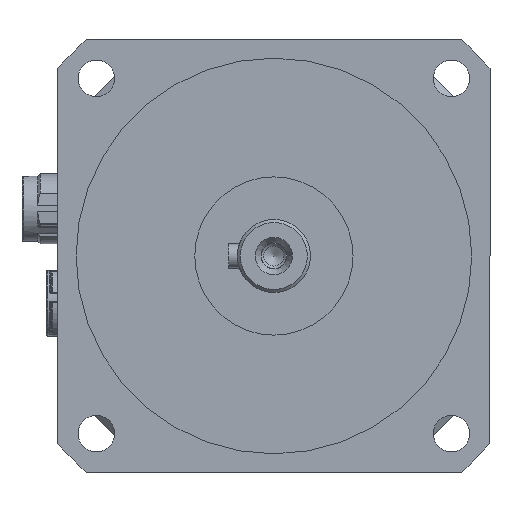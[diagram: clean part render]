
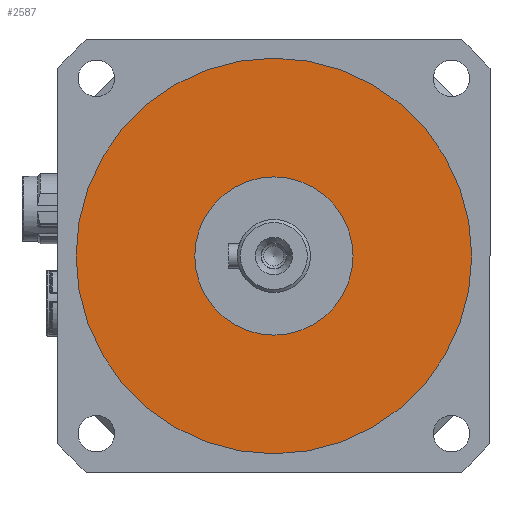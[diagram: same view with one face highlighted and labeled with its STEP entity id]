
A CAD part, left-side view. The second image highlights one B-rep face of the part: STEP entity #2587.
In plain terms, the highlighted planar face has unit normal (-1, 0, 0).
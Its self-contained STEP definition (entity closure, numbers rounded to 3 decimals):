
#2553=CARTESIAN_POINT('',(-108.5,26.,0.0));
#2554=VERTEX_POINT('',#2553);
#2555=CARTESIAN_POINT('',(-108.5,0.0,0.0));
#2556=DIRECTION('',(1.0,0.0,0.0));
#2557=DIRECTION('',(0.0,1.0,0.0));
#2558=AXIS2_PLACEMENT_3D('',#2555,#2556,#2557);
#2559=CIRCLE('',#2558,26.);
#2560=EDGE_CURVE('',#2554,#2554,#2559,.T.);
#2568=CARTESIAN_POINT('',(-108.5,45.5,0.0));
#2569=DIRECTION('',(-1.0,0.0,0.0));
#2570=DIRECTION('',(0.0,0.0,1.0));
#2571=AXIS2_PLACEMENT_3D('',#2568,#2569,#2570);
#2572=PLANE('',#2571);
#2573=CARTESIAN_POINT('',(-108.5,65.,0.0));
#2574=VERTEX_POINT('',#2573);
#2575=CARTESIAN_POINT('',(-108.5,0.0,0.0));
#2576=DIRECTION('',(1.0,0.0,0.0));
#2577=DIRECTION('',(0.0,1.0,0.0));
#2578=AXIS2_PLACEMENT_3D('',#2575,#2576,#2577);
#2579=CIRCLE('',#2578,65.);
#2580=EDGE_CURVE('',#2574,#2574,#2579,.T.);
#2581=ORIENTED_EDGE('',*,*,#2580,.F.);
#2582=EDGE_LOOP('',(#2581));
#2583=FACE_OUTER_BOUND('',#2582,.T.);
#2584=ORIENTED_EDGE('',*,*,#2560,.T.);
#2585=EDGE_LOOP('',(#2584));
#2586=FACE_BOUND('',#2585,.T.);
#2587=ADVANCED_FACE('',(#2583,#2586),#2572,.T.);
